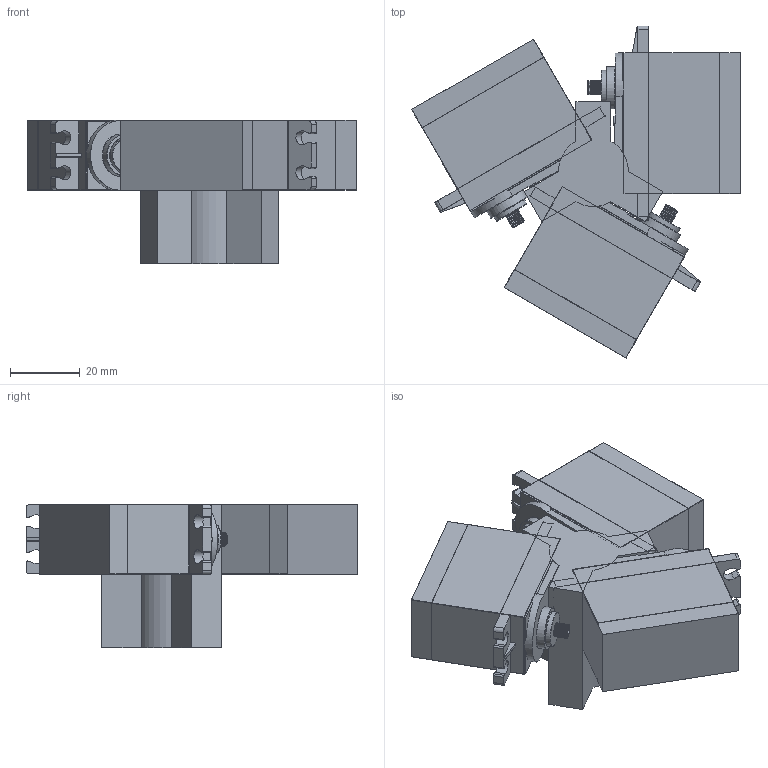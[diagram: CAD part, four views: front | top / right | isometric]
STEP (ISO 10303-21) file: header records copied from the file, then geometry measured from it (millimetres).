
FILE_DESCRIPTION(/* description */ (''),/* implementation_level */ '2;1');
FILE_NAME(/* name */ 'effector v5.step',/* time_stamp */ '2024-05-28T16:36:21+02:00',/* author */ (''),/* organization */ (''),/* preprocessor_version */ 'ST-DEVELOPER v20',/* originating_system */ 'Autodesk Translation Framework v13.14.0.145',/* authorisation */ '');
FILE_SCHEMA (('AUTOMOTIVE_DESIGN { 1 0 10303 214 3 1 1 }'));
Length unit declared in the file: millimetre
Products named in the file (3): effector; Korpus; Mg995
Assembly tree (4 placements, depth 2):
  effector
    Korpus
    Mg995  x3
Bounding box: 94.03 x 94.9 x 41 mm (x, y, z)
Volume: 114403.2 mm3; surface area: 27320.7 mm2
Topology: 7 solids, 7 shells, 3047 faces, 7656 edges, 4671 vertices
Faces by surface type: plane 1481, cylinder 651, bspline 504, torus 252, sphere 153, cone 6
Full cylindrical faces by diameter (mm): 10 x3, 12 x3
Entity records: 34098 total; most frequent: CARTESIAN_POINT 9997, ORIENTED_EDGE 5088, DIRECTION 4623, EDGE_CURVE 2544, VERTEX_POINT 1572, LINE 1549, VECTOR 1549, AXIS2_PLACEMENT_3D 1537
